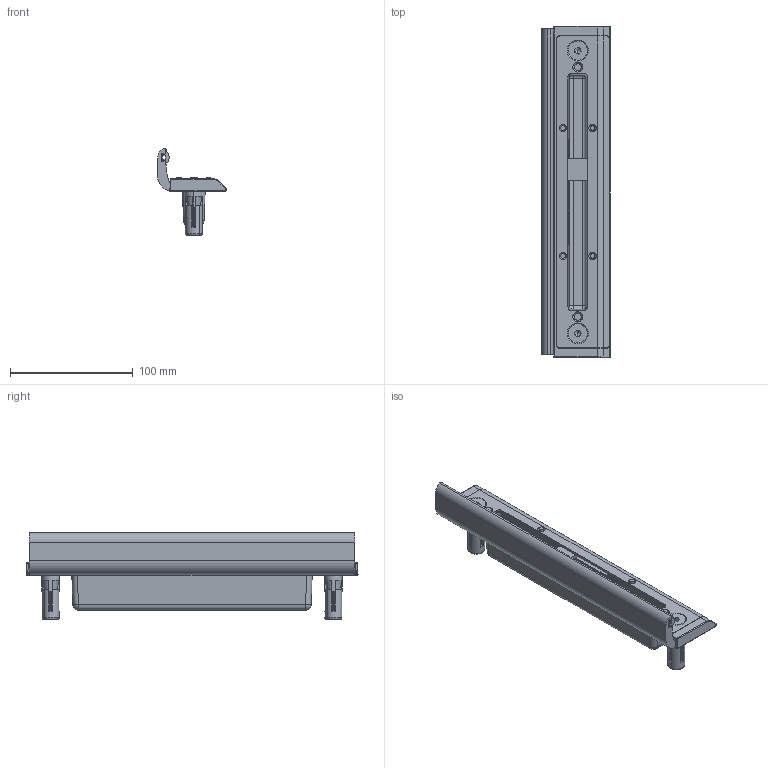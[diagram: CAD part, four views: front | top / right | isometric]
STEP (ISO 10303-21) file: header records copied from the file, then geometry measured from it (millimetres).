
FILE_DESCRIPTION (( 'STEP AP214' ), '1' );
FILE_NAME ('SHKM.STEP', '2016-11-22T15:31:19', ( '' ), ( '' ), 'SwSTEP 2.0', 'SolidWorks 2016', '' );
FILE_SCHEMA (( 'AUTOMOTIVE_DESIGN' ));
Length unit declared in the file: millimetre
Products named in the file (13): 1007_252; 1002_958; 1004_535; 1007_253; SHKM; LIN.QF.S8-Rev2 - QF-Splitter; LIN.QF.E8-24-Rev1 - QF-expander 24; 7533 - rev1 - HK H-Plate; 7537 - rev0 - HK H-Spring; 1001540; 1006_936; 1002_860; 1002_964
Assembly tree (19 placements, depth 4):
  SHKM
    1007_252
      LIN.QF.S8-Rev2 - QF-Splitter  x2
      1007_253
        7537 - rev0 - HK H-Spring  x4
        7533 - rev1 - HK H-Plate
        1002_860
        1002_964
      LIN.QF.E8-24-Rev1 - QF-expander 24  x2
      1001540  x2
      1006_936  x2
    1002_958
    1004_535
Bounding box: 55.88 x 269.96 x 70.2 mm (x, y, z)
Volume: 158881.4 mm3; surface area: 134378.7 mm2
Topology: 17 solids, 17 shells, 2667 faces, 6352 edges, 3757 vertices
Faces by surface type: cylinder 863, plane 822, bspline 395, cone 342, sphere 170, torus 75
Entity records: 71669 total; most frequent: CARTESIAN_POINT 23239, ORIENTED_EDGE 10500, DIRECTION 9643, EDGE_CURVE 5250, AXIS2_PLACEMENT_3D 3474, VERTEX_POINT 3112, LINE 2695, VECTOR 2695
